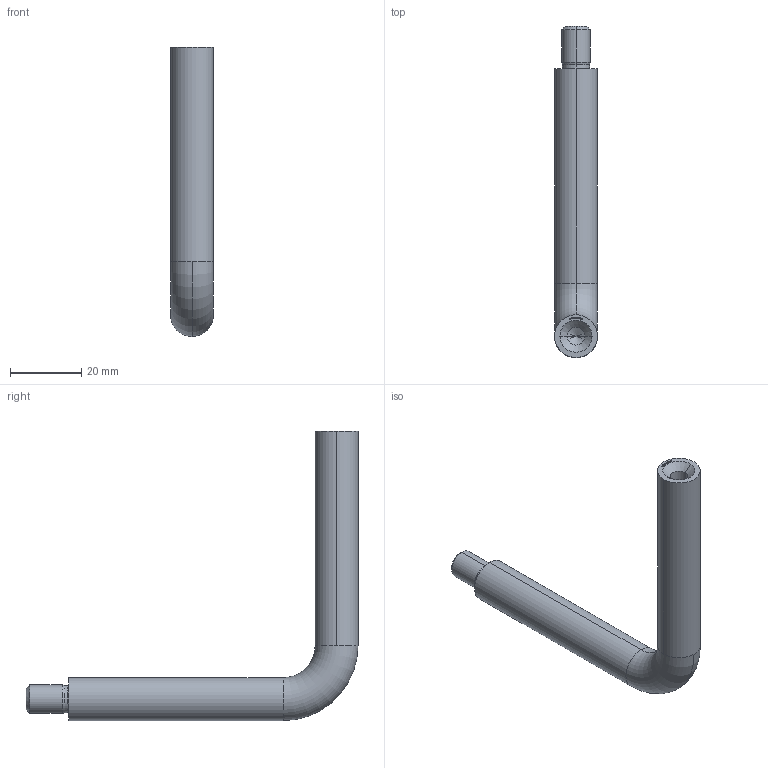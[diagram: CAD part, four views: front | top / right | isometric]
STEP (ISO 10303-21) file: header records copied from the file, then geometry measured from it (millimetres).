
FILE_DESCRIPTION (( 'STEP AP203' ), '1' );
FILE_NAME ('50238-240.STEP', '2018-08-09T12:57:10', ( '' ), ( '' ), 'SwSTEP 2.0', 'SolidWorks 2015', '' );
FILE_SCHEMA (( 'CONFIG_CONTROL_DESIGN' ));
Length unit declared in the file: millimetre
Products named in the file (1): 50238-240
Bounding box: 12 x 93 x 81 mm (x, y, z)
Volume: 16324.6 mm3; surface area: 6272.9 mm2
Topology: 1 solids, 1 shells, 262 faces, 685 edges, 449 vertices
Faces by surface type: plane 119, bspline 117, cylinder 10, cone 10, torus 6
Entity records: 14534 total; most frequent: CARTESIAN_POINT 8800, ORIENTED_EDGE 1366, DIRECTION 777, EDGE_CURVE 683, VERTEX_POINT 449, LINE 413, VECTOR 413, EDGE_LOOP 288
